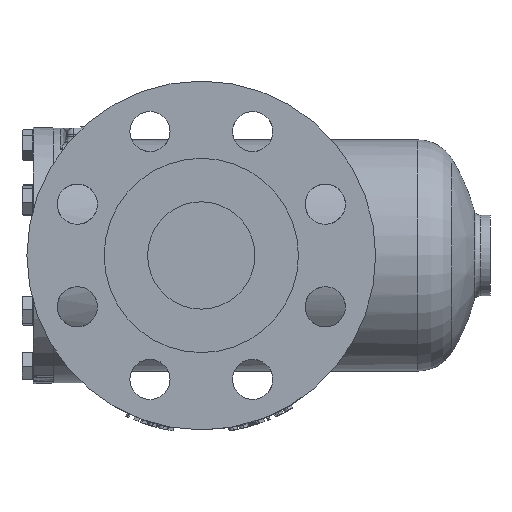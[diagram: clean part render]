
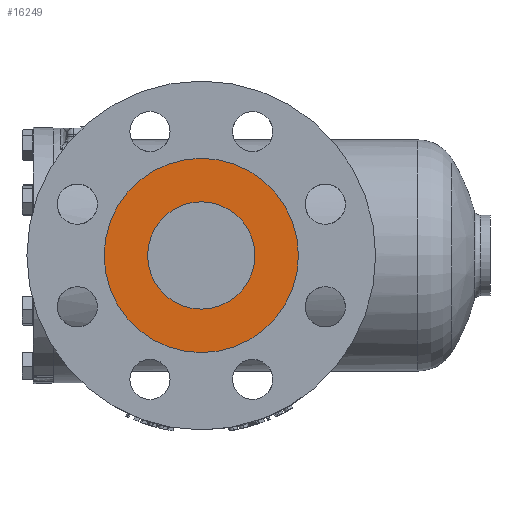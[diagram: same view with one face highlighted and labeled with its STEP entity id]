
A CAD part, left-side view. The second image highlights one B-rep face of the part: STEP entity #16249.
In plain terms, the highlighted planar face has unit normal (-1, 0, 0).
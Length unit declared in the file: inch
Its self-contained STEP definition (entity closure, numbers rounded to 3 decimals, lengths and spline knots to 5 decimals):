
#620 = DIRECTION ( 'NONE',  ( -1., 0., 0. ) ) ;
#1159 = AXIS2_PLACEMENT_3D ( 'NONE', #27470, #2990, #31580 ) ;
#1891 = CIRCLE ( 'NONE', #27347, 1. ) ;
#2888 = CIRCLE ( 'NONE', #1159, 1.81 ) ;
#2990 = DIRECTION ( 'NONE',  ( -1., 0., 0. ) ) ;
#9988 = ORIENTED_EDGE ( 'NONE', *, *, #37093, .T. ) ;
#11132 = AXIS2_PLACEMENT_3D ( 'NONE', #23841, #52525, #27959 ) ;
#11703 = CARTESIAN_POINT ( 'NONE',  ( -4.5, 0., 0. ) ) ;
#11716 = CARTESIAN_POINT ( 'NONE',  ( -4.5, 0., 1. ) ) ;
#12383 = EDGE_CURVE ( 'NONE', #23012, #34381, #2888, .T. ) ;
#13906 = EDGE_LOOP ( 'NONE', ( #37854, #9988 ) ) ;
#14199 = FACE_BOUND ( 'NONE', #13906, .T. ) ;
#15839 = DIRECTION ( 'NONE',  ( 0., 0., 1. ) ) ;
#16249 = ADVANCED_FACE ( 'NONE', ( #14199, #34634 ), #41382, .T. ) ;
#20551 = VERTEX_POINT ( 'NONE', #11716 ) ;
#20727 = CARTESIAN_POINT ( 'NONE',  ( -4.5, 0., 1.81 ) ) ;
#21023 = CARTESIAN_POINT ( 'NONE',  ( -4.5, 1.81, 0. ) ) ;
#21026 = EDGE_CURVE ( 'NONE', #25920, #20551, #24022, .T. ) ;
#21469 = DIRECTION ( 'NONE',  ( 1., 0., 0. ) ) ;
#22628 = EDGE_CURVE ( 'NONE', #34381, #23012, #41561, .T. ) ;
#23012 = VERTEX_POINT ( 'NONE', #35096 ) ;
#23841 = CARTESIAN_POINT ( 'NONE',  ( -4.5, 0., 0. ) ) ;
#24022 = CIRCLE ( 'NONE', #42633, 1. ) ;
#25920 = VERTEX_POINT ( 'NONE', #47913 ) ;
#27347 = AXIS2_PLACEMENT_3D ( 'NONE', #45933, #21469, #50090 ) ;
#27470 = CARTESIAN_POINT ( 'NONE',  ( -4.5, 0., 0. ) ) ;
#27959 = DIRECTION ( 'NONE',  ( 0., 0., 1. ) ) ;
#29220 = DIRECTION ( 'NONE',  ( 0., 0., 1. ) ) ;
#31580 = DIRECTION ( 'NONE',  ( 0., 0., 1. ) ) ;
#34381 = VERTEX_POINT ( 'NONE', #20727 ) ;
#34634 = FACE_OUTER_BOUND ( 'NONE', #35728, .T. ) ;
#34794 = AXIS2_PLACEMENT_3D ( 'NONE', #21023, #620, #29220 ) ;
#35096 = CARTESIAN_POINT ( 'NONE',  ( -4.5, 0., -1.81 ) ) ;
#35728 = EDGE_LOOP ( 'NONE', ( #42909, #37318 ) ) ;
#37093 = EDGE_CURVE ( 'NONE', #20551, #25920, #1891, .T. ) ;
#37318 = ORIENTED_EDGE ( 'NONE', *, *, #12383, .T. ) ;
#37854 = ORIENTED_EDGE ( 'NONE', *, *, #21026, .T. ) ;
#40306 = DIRECTION ( 'NONE',  ( 1., 0., 0. ) ) ;
#41382 = PLANE ( 'NONE',  #34794 ) ;
#41561 = CIRCLE ( 'NONE', #11132, 1.81 ) ;
#42633 = AXIS2_PLACEMENT_3D ( 'NONE', #11703, #40306, #15839 ) ;
#42909 = ORIENTED_EDGE ( 'NONE', *, *, #22628, .T. ) ;
#45933 = CARTESIAN_POINT ( 'NONE',  ( -4.5, 0., 0. ) ) ;
#47913 = CARTESIAN_POINT ( 'NONE',  ( -4.5, 0., -1. ) ) ;
#50090 = DIRECTION ( 'NONE',  ( 0., 0., 1. ) ) ;
#52525 = DIRECTION ( 'NONE',  ( -1., 0., 0. ) ) ;
